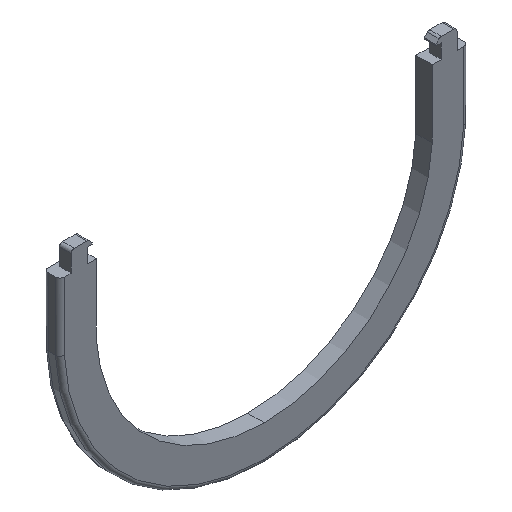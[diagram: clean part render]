
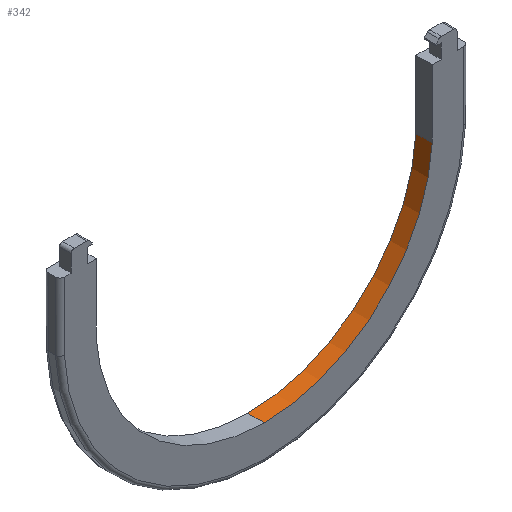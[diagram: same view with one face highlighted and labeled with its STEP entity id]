
A CAD part, isometric view. The second image highlights one B-rep face of the part: STEP entity #342.
In plain terms, the highlighted cylindrical face has radius 37.232 mm (diameter 74.464 mm), a partial arc.
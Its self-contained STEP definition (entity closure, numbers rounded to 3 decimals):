
#10 = EDGE_CURVE ( 'NONE', #254, #815, #1061, .T. ) ;
#70 = CARTESIAN_POINT ( 'NONE',  ( 0., 2.6, -12.768 ) ) ;
#129 = CARTESIAN_POINT ( 'NONE',  ( 37.165, 3.6, -15. ) ) ;
#175 = DIRECTION ( 'NONE',  ( 0., -1., 0. ) ) ;
#230 = ORIENTED_EDGE ( 'NONE', *, *, #654, .F. ) ;
#249 = DIRECTION ( 'NONE',  ( 0., -1., 0. ) ) ;
#254 = VERTEX_POINT ( 'NONE', #129 ) ;
#276 = VERTEX_POINT ( 'NONE', #393 ) ;
#281 = DIRECTION ( 'NONE',  ( 0., 0., 1. ) ) ;
#312 = CARTESIAN_POINT ( 'NONE',  ( 0., 0., -12.768 ) ) ;
#313 = CIRCLE ( 'NONE', #453, 37.232 ) ;
#337 = LINE ( 'NONE', #1165, #933 ) ;
#342 = ADVANCED_FACE ( 'NONE', ( #677 ), #517, .F. ) ;
#367 = VECTOR ( 'NONE', #877, 1000. ) ;
#390 = CIRCLE ( 'NONE', #491, 37.232 ) ;
#393 = CARTESIAN_POINT ( 'NONE',  ( 0., 0., -50. ) ) ;
#408 = ORIENTED_EDGE ( 'NONE', *, *, #1204, .T. ) ;
#453 = AXIS2_PLACEMENT_3D ( 'NONE', #312, #249, #861 ) ;
#491 = AXIS2_PLACEMENT_3D ( 'NONE', #994, #175, #281 ) ;
#507 = CARTESIAN_POINT ( 'NONE',  ( 37.165, 2.6, -15. ) ) ;
#517 = CYLINDRICAL_SURFACE ( 'NONE', #1068, 37.232 ) ;
#541 = ORIENTED_EDGE ( 'NONE', *, *, #1000, .T. ) ;
#624 = DIRECTION ( 'NONE',  ( 0., 0., -1. ) ) ;
#654 = EDGE_CURVE ( 'NONE', #1208, #254, #390, .T. ) ;
#677 = FACE_OUTER_BOUND ( 'NONE', #701, .T. ) ;
#701 = EDGE_LOOP ( 'NONE', ( #230, #408, #541, #1116 ) ) ;
#765 = CARTESIAN_POINT ( 'NONE',  ( 37.165, 0., -15. ) ) ;
#815 = VERTEX_POINT ( 'NONE', #765 ) ;
#861 = DIRECTION ( 'NONE',  ( 0., 0., -1. ) ) ;
#877 = DIRECTION ( 'NONE',  ( 0., -1., 0. ) ) ;
#933 = VECTOR ( 'NONE', #985, 1000. ) ;
#979 = DIRECTION ( 'NONE',  ( 0., -1., 0. ) ) ;
#985 = DIRECTION ( 'NONE',  ( 0., -1., 0. ) ) ;
#994 = CARTESIAN_POINT ( 'NONE',  ( 0., 3.6, -12.768 ) ) ;
#1000 = EDGE_CURVE ( 'NONE', #276, #815, #313, .T. ) ;
#1061 = LINE ( 'NONE', #507, #367 ) ;
#1068 = AXIS2_PLACEMENT_3D ( 'NONE', #70, #979, #624 ) ;
#1116 = ORIENTED_EDGE ( 'NONE', *, *, #10, .F. ) ;
#1165 = CARTESIAN_POINT ( 'NONE',  ( 0., 2.6, -50. ) ) ;
#1185 = CARTESIAN_POINT ( 'NONE',  ( 0., 3.6, -50. ) ) ;
#1204 = EDGE_CURVE ( 'NONE', #1208, #276, #337, .T. ) ;
#1208 = VERTEX_POINT ( 'NONE', #1185 ) ;
